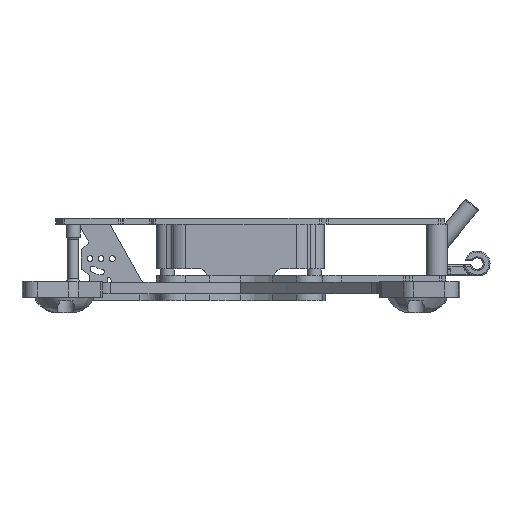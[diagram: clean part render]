
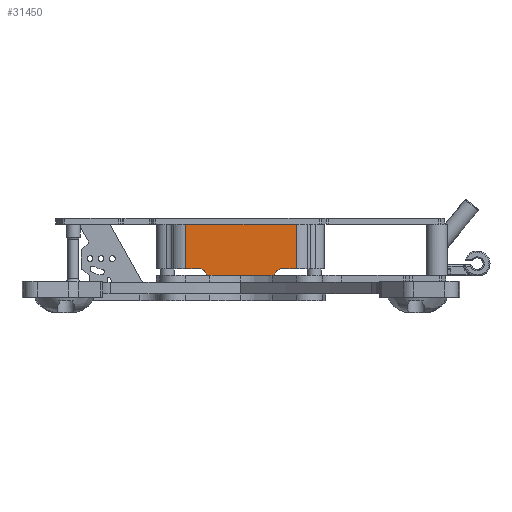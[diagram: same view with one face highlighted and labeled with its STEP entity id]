
A CAD part, front view. The second image highlights one B-rep face of the part: STEP entity #31450.
In plain terms, the highlighted planar face has unit normal (0, -1, 0).
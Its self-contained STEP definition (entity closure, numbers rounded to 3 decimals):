
#2725=FACE_OUTER_BOUND('',#4669,.T.);
#4669=EDGE_LOOP('',(#25803,#25804,#25805,#25806,#25807,#25808,#25809,#25810));
#6497=CIRCLE('',#34194,3.496);
#6503=CIRCLE('',#34206,3.496);
#8896=LINE('',#51836,#11565);
#8904=LINE('',#51875,#11573);
#8915=LINE('',#51920,#11584);
#8916=LINE('',#51924,#11585);
#8929=LINE('',#51963,#11598);
#8930=LINE('',#51965,#11599);
#11565=VECTOR('',#41250,10.);
#11573=VECTOR('',#41288,10.);
#11584=VECTOR('',#41339,10.);
#11585=VECTOR('',#41342,10.);
#11598=VECTOR('',#41391,10.);
#11599=VECTOR('',#41394,10.);
#14312=VERTEX_POINT('',#51833);
#14313=VERTEX_POINT('',#51835);
#14328=VERTEX_POINT('',#51872);
#14329=VERTEX_POINT('',#51874);
#14343=VERTEX_POINT('',#51911);
#14344=VERTEX_POINT('',#51922);
#14345=VERTEX_POINT('',#51923);
#14352=VERTEX_POINT('',#51940);
#18293=EDGE_CURVE('',#14313,#14312,#8896,.T.);
#18313=EDGE_CURVE('',#14328,#14329,#8904,.T.);
#18333=EDGE_CURVE('',#14312,#14343,#6497,.T.);
#18336=EDGE_CURVE('',#14313,#14328,#8915,.T.);
#18337=EDGE_CURVE('',#14344,#14345,#8916,.T.);
#18346=EDGE_CURVE('',#14352,#14344,#6503,.T.);
#18357=EDGE_CURVE('',#14352,#14343,#8929,.T.);
#18358=EDGE_CURVE('',#14345,#14329,#8930,.T.);
#25803=ORIENTED_EDGE('',*,*,#18333,.T.);
#25804=ORIENTED_EDGE('',*,*,#18357,.F.);
#25805=ORIENTED_EDGE('',*,*,#18346,.T.);
#25806=ORIENTED_EDGE('',*,*,#18337,.T.);
#25807=ORIENTED_EDGE('',*,*,#18358,.T.);
#25808=ORIENTED_EDGE('',*,*,#18313,.F.);
#25809=ORIENTED_EDGE('',*,*,#18336,.F.);
#25810=ORIENTED_EDGE('',*,*,#18293,.T.);
#30063=PLANE('',#34219);
#31450=ADVANCED_FACE('',(#2725),#30063,.T.);
#34194=AXIS2_PLACEMENT_3D('',#51913,#41327,#41328);
#34206=AXIS2_PLACEMENT_3D('',#51941,#41358,#41359);
#34219=AXIS2_PLACEMENT_3D('',#51966,#41395,#41396);
#41250=DIRECTION('',(1.,0.,0.));
#41288=DIRECTION('',(1.,0.,0.));
#41327=DIRECTION('center_axis',(0.,1.,0.));
#41328=DIRECTION('ref_axis',(0.,0.,1.));
#41339=DIRECTION('',(0.,0.,1.));
#41342=DIRECTION('',(1.,0.,0.));
#41358=DIRECTION('center_axis',(0.,1.,0.));
#41359=DIRECTION('ref_axis',(0.,0.,-1.));
#41391=DIRECTION('',(-1.,0.,0.));
#41394=DIRECTION('',(0.,0.,1.));
#41395=DIRECTION('center_axis',(0.,-1.,0.));
#41396=DIRECTION('ref_axis',(1.,0.,0.));
#51833=CARTESIAN_POINT('',(63.969,79.826,15.936));
#51835=CARTESIAN_POINT('',(58.472,79.826,15.936));
#51836=CARTESIAN_POINT('',(51.075,79.826,15.936));
#51872=CARTESIAN_POINT('',(58.472,79.826,35.));
#51874=CARTESIAN_POINT('',(106.118,79.826,35.));
#51875=CARTESIAN_POINT('',(70.384,79.826,35.));
#51911=CARTESIAN_POINT('',(67.42,79.826,13.));
#51913=CARTESIAN_POINT('Origin',(63.969,79.826,12.44));
#51920=CARTESIAN_POINT('',(58.472,79.826,13.));
#51922=CARTESIAN_POINT('',(100.258,79.826,15.936));
#51923=CARTESIAN_POINT('',(106.118,79.826,15.936));
#51924=CARTESIAN_POINT('',(79.365,79.826,15.936));
#51940=CARTESIAN_POINT('',(96.808,79.826,13.));
#51941=CARTESIAN_POINT('Origin',(100.258,79.826,12.44));
#51963=CARTESIAN_POINT('',(106.118,79.826,13.));
#51965=CARTESIAN_POINT('',(106.118,79.826,13.));
#51966=CARTESIAN_POINT('Origin',(58.472,79.826,13.));
